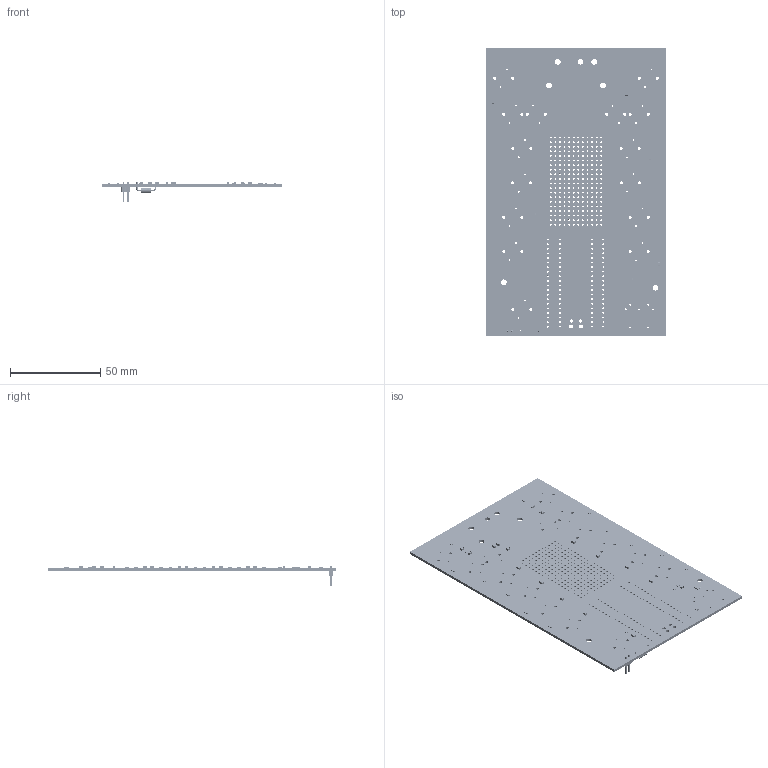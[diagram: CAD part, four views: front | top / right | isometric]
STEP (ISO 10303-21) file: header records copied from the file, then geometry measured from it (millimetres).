
FILE_DESCRIPTION(('KiCad electronic assembly'),'2;1');
FILE_NAME('PicoSax.step','2025-04-07T12:33:41',('Pcbnew'),('Kicad'), 'Open CASCADE STEP processor 7.8','KiCad to STEP converter','Unknown' );
FILE_SCHEMA(('AUTOMOTIVE_DESIGN { 1 0 10303 214 1 1 1 1 }'));
Length unit declared in the file: millimetre
Products named in the file (9): PicoSax 1; R_0805_2012Metric; C_0805_2012Metric; R_1210_3225Metric; PinHeader_1x02_P2.54mm_Vertical; D_DO-41_SOD81_P10.16mm_Horizontal; PicoSax_silkscreen; PicoSax_soldermask; PicoSax_PCB
Assembly tree (41 placements, depth 2):
  PicoSax 1
    R_0805_2012Metric  x18
    C_0805_2012Metric  x17
    R_1210_3225Metric
    PinHeader_1x02_P2.54mm_Vertical
    D_DO-41_SOD81_P10.16mm_Horizontal
    PicoSax_silkscreen
    PicoSax_soldermask
    PicoSax_PCB
Bounding box: 100 x 160 x 11.54 mm (x, y, z)
Volume: 23672.4 mm3; surface area: 66136.9 mm2
Topology: 39 solids, 498 shells, 1904 faces, 10955 edges, 9630 vertices
Faces by surface type: plane 1137, cylinder 765, torus 2
Full cylindrical faces by diameter (mm): 0.8 x4, 1 x359, 1.1 x2, 1.7 x30, 1.85 x2, 2.2 x2, 2.7 x2, 2.72 x1, 3 x1, 3.2 x6
Entity records: 91364 total; most frequent: CARTESIAN_POINT 17817, DIRECTION 14304, ORIENTED_EDGE 10218, EDGE_CURVE 8647, VERTEX_POINT 8114, LINE 5102, VECTOR 5102, AXIS2_PLACEMENT_3D 4601
